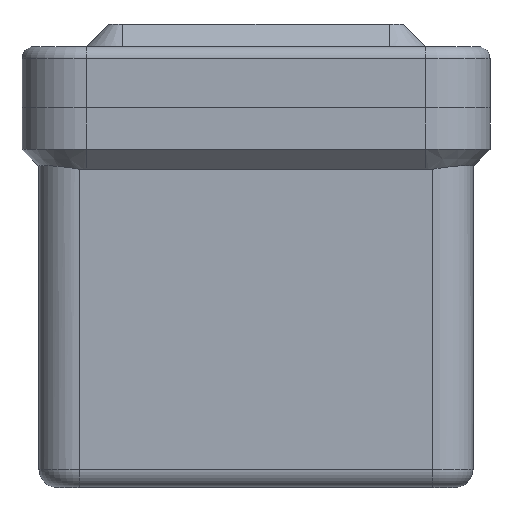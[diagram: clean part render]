
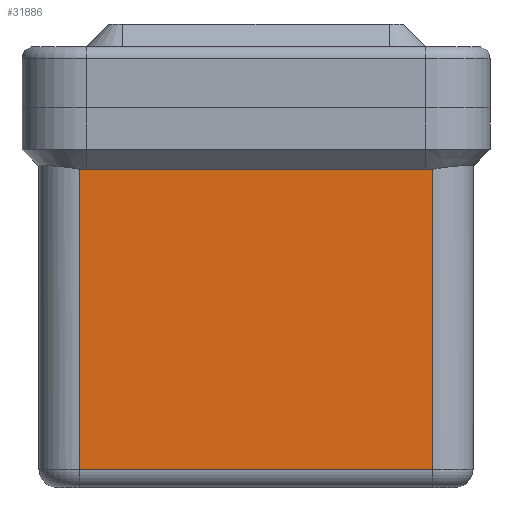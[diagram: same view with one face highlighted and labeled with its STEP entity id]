
A CAD part, front view. The second image highlights one B-rep face of the part: STEP entity #31886.
In plain terms, the highlighted face is planar.
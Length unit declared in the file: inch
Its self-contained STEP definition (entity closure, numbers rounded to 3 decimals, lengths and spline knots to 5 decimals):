
#30897=DIRECTION('',(0.,1.,0.));
#30898=VECTOR('',#30897,2.88331);
#30899=CARTESIAN_POINT('',(4.275,-1.44165,2.6));
#30900=LINE('',#30899,#30898);
#30901=DIRECTION('',(0.,0.,-1.));
#30902=VECTOR('',#30901,2.45);
#30903=CARTESIAN_POINT('',(4.275,1.44165,2.6));
#30904=LINE('',#30903,#30902);
#30905=DIRECTION('',(0.,-1.,0.));
#30906=VECTOR('',#30905,2.88331);
#30907=CARTESIAN_POINT('',(4.275,1.44165,0.15));
#30908=LINE('',#30907,#30906);
#30909=DIRECTION('',(0.,0.,-1.));
#30910=VECTOR('',#30909,2.45);
#30911=CARTESIAN_POINT('',(4.275,-1.44165,2.6));
#30912=LINE('',#30911,#30910);
#31063=CARTESIAN_POINT('',(4.275,1.44165,0.15));
#31064=CARTESIAN_POINT('',(4.275,-1.44165,0.15));
#31065=VERTEX_POINT('',#31063);
#31066=VERTEX_POINT('',#31064);
#31071=CARTESIAN_POINT('',(4.275,-1.44165,2.6));
#31072=CARTESIAN_POINT('',(4.275,1.44165,2.6));
#31073=VERTEX_POINT('',#31071);
#31074=VERTEX_POINT('',#31072);
#31874=CARTESIAN_POINT('',(4.275,-1.77165,0.));
#31875=DIRECTION('',(1.,0.,0.));
#31876=DIRECTION('',(0.,1.,0.));
#31877=AXIS2_PLACEMENT_3D('',#31874,#31875,#31876);
#31878=PLANE('',#31877);
#31879=ORIENTED_EDGE('',*,*,#31228,.T.);
#31880=ORIENTED_EDGE('',*,*,#31215,.T.);
#31882=ORIENTED_EDGE('',*,*,#31881,.T.);
#31883=ORIENTED_EDGE('',*,*,#31867,.F.);
#31884=EDGE_LOOP('',(#31879,#31880,#31882,#31883));
#31885=FACE_OUTER_BOUND('',#31884,.F.);
#31215=EDGE_CURVE('',#31074,#31065,#30904,.T.);
#31228=EDGE_CURVE('',#31073,#31074,#30900,.T.);
#31867=EDGE_CURVE('',#31073,#31066,#30912,.T.);
#31881=EDGE_CURVE('',#31065,#31066,#30908,.T.);
#31886=ADVANCED_FACE('',(#31885),#31878,.T.);
